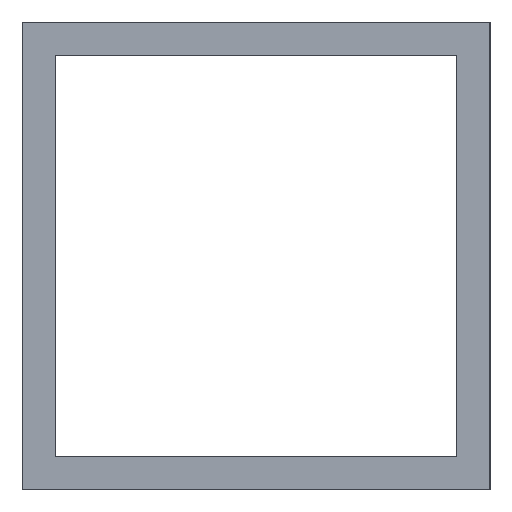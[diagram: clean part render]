
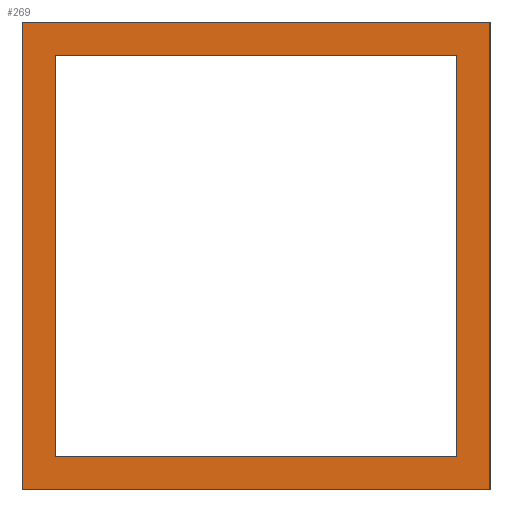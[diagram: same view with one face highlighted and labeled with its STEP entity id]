
A CAD part, left-side view. The second image highlights one B-rep face of the part: STEP entity #269.
In plain terms, the highlighted planar face has unit normal (-1, 0, 0).
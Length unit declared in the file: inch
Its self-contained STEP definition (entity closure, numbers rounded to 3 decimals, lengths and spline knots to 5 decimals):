
#17=LINE('',#415,#41);
#20=LINE('',#421,#44);
#29=LINE('',#438,#53);
#30=LINE('',#440,#54);
#31=LINE('',#443,#55);
#32=LINE('',#445,#56);
#33=LINE('',#447,#57);
#34=LINE('',#448,#58);
#41=VECTOR('',#347,39.37008);
#44=VECTOR('',#352,39.37008);
#53=VECTOR('',#365,39.37008);
#54=VECTOR('',#368,39.37008);
#55=VECTOR('',#369,39.37008);
#56=VECTOR('',#370,39.37008);
#57=VECTOR('',#371,39.37008);
#58=VECTOR('',#372,39.37008);
#67=PLANE('',#311);
#82=FACE_BOUND('',#119,.T.);
#95=FACE_OUTER_BOUND('',#118,.T.);
#118=EDGE_LOOP('',(#225,#226,#227,#228));
#119=EDGE_LOOP('',(#229,#230,#231,#232));
#147=VERTEX_POINT('',#412);
#148=VERTEX_POINT('',#414);
#150=VERTEX_POINT('',#420);
#156=VERTEX_POINT('',#436);
#157=VERTEX_POINT('',#441);
#158=VERTEX_POINT('',#442);
#159=VERTEX_POINT('',#444);
#160=VERTEX_POINT('',#446);
#171=EDGE_CURVE('',#148,#147,#17,.T.);
#174=EDGE_CURVE('',#150,#148,#20,.T.);
#183=EDGE_CURVE('',#156,#147,#29,.T.);
#184=EDGE_CURVE('',#150,#156,#30,.T.);
#185=EDGE_CURVE('',#157,#158,#31,.T.);
#186=EDGE_CURVE('',#159,#157,#32,.T.);
#187=EDGE_CURVE('',#160,#159,#33,.T.);
#188=EDGE_CURVE('',#158,#160,#34,.T.);
#225=ORIENTED_EDGE('',*,*,#171,.T.);
#226=ORIENTED_EDGE('',*,*,#183,.F.);
#227=ORIENTED_EDGE('',*,*,#184,.F.);
#228=ORIENTED_EDGE('',*,*,#174,.T.);
#229=ORIENTED_EDGE('',*,*,#185,.F.);
#230=ORIENTED_EDGE('',*,*,#186,.F.);
#231=ORIENTED_EDGE('',*,*,#187,.F.);
#232=ORIENTED_EDGE('',*,*,#188,.F.);
#269=ADVANCED_FACE('',(#95,#82),#67,.F.);
#311=AXIS2_PLACEMENT_3D('',#439,#366,#367);
#347=DIRECTION('',(0.,0.,1.));
#352=DIRECTION('',(0.,-1.,0.));
#365=DIRECTION('',(0.,-1.,0.));
#366=DIRECTION('center_axis',(1.,0.,0.));
#367=DIRECTION('ref_axis',(0.,0.,-1.));
#368=DIRECTION('',(0.,0.,1.));
#369=DIRECTION('',(0.,-1.,0.));
#370=DIRECTION('',(0.,0.,-1.));
#371=DIRECTION('',(0.,1.,0.));
#372=DIRECTION('',(0.,0.,1.));
#412=CARTESIAN_POINT('',(-22.25,-0.875,1.75));
#414=CARTESIAN_POINT('',(-22.25,-0.875,0.));
#415=CARTESIAN_POINT('',(-22.25,-0.875,1.75));
#420=CARTESIAN_POINT('',(-22.25,0.875,0.));
#421=CARTESIAN_POINT('',(-22.25,0.,0.));
#436=CARTESIAN_POINT('',(-22.25,0.875,1.75));
#438=CARTESIAN_POINT('',(-22.25,0.,1.75));
#439=CARTESIAN_POINT('Origin',(-22.25,0.,1.75));
#440=CARTESIAN_POINT('',(-22.25,0.875,1.75));
#441=CARTESIAN_POINT('',(-22.25,0.75,0.125));
#442=CARTESIAN_POINT('',(-22.25,-0.75,0.125));
#443=CARTESIAN_POINT('',(-22.25,0.,0.125));
#444=CARTESIAN_POINT('',(-22.25,0.75,1.625));
#445=CARTESIAN_POINT('',(-22.25,0.75,1.75));
#446=CARTESIAN_POINT('',(-22.25,-0.75,1.625));
#447=CARTESIAN_POINT('',(-22.25,0.,1.625));
#448=CARTESIAN_POINT('',(-22.25,-0.75,1.75));
